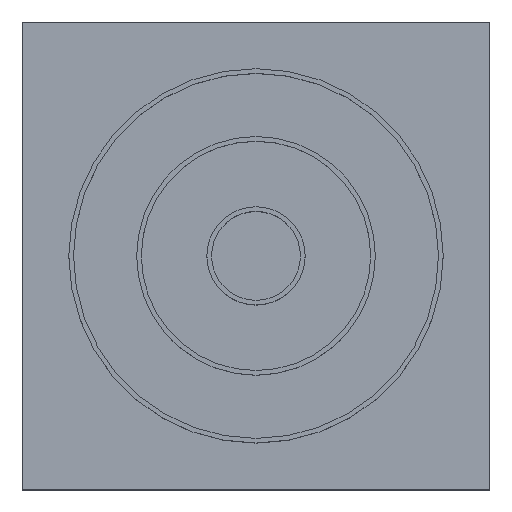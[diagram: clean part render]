
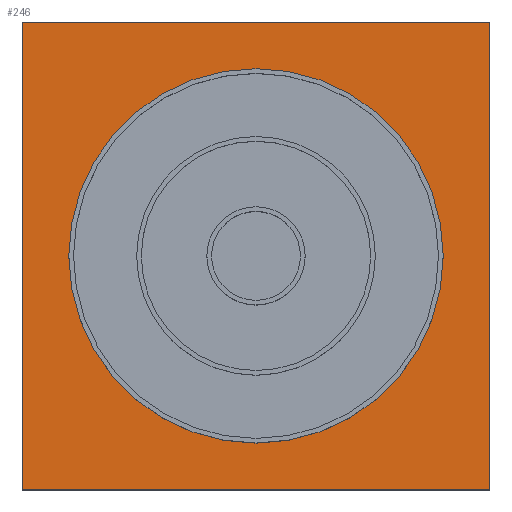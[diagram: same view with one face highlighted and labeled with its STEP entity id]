
A CAD part, top view. The second image highlights one B-rep face of the part: STEP entity #246.
In plain terms, the highlighted planar face has unit normal (0, 0, 1).
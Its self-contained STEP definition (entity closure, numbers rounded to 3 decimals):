
#18=FACE_BOUND('',#62,.T.);
#24=PLANE('',#287);
#40=FACE_OUTER_BOUND('',#61,.T.);
#61=EDGE_LOOP('',(#195,#196,#197,#198));
#62=EDGE_LOOP('',(#199));
#79=LINE('',#414,#97);
#80=LINE('',#416,#98);
#81=LINE('',#418,#99);
#82=LINE('',#419,#100);
#97=VECTOR('',#341,10.);
#98=VECTOR('',#342,10.);
#99=VECTOR('',#343,10.);
#100=VECTOR('',#344,10.);
#119=CIRCLE('',#285,20.);
#131=VERTEX_POINT('',#407);
#132=VERTEX_POINT('',#412);
#133=VERTEX_POINT('',#413);
#134=VERTEX_POINT('',#415);
#135=VERTEX_POINT('',#417);
#155=EDGE_CURVE('',#131,#131,#119,.T.);
#156=EDGE_CURVE('',#132,#133,#79,.T.);
#157=EDGE_CURVE('',#133,#134,#80,.T.);
#158=EDGE_CURVE('',#134,#135,#81,.T.);
#159=EDGE_CURVE('',#135,#132,#82,.T.);
#195=ORIENTED_EDGE('',*,*,#156,.T.);
#196=ORIENTED_EDGE('',*,*,#157,.T.);
#197=ORIENTED_EDGE('',*,*,#158,.T.);
#198=ORIENTED_EDGE('',*,*,#159,.T.);
#199=ORIENTED_EDGE('',*,*,#155,.T.);
#246=ADVANCED_FACE('',(#40,#18),#24,.T.);
#285=AXIS2_PLACEMENT_3D('',#409,#335,#336);
#287=AXIS2_PLACEMENT_3D('',#411,#339,#340);
#335=DIRECTION('center_axis',(0.,0.,-1.));
#336=DIRECTION('ref_axis',(1.,0.,0.));
#339=DIRECTION('center_axis',(0.,0.,1.));
#340=DIRECTION('ref_axis',(1.,0.,0.));
#341=DIRECTION('',(0.,-1.,0.));
#342=DIRECTION('',(1.,0.,0.));
#343=DIRECTION('',(0.,1.,0.));
#344=DIRECTION('',(-1.,0.,0.));
#407=CARTESIAN_POINT('',(530.,100.,3.));
#409=CARTESIAN_POINT('Origin',(550.,100.,3.));
#411=CARTESIAN_POINT('Origin',(550.,100.,3.));
#412=CARTESIAN_POINT('',(525.,125.,3.));
#413=CARTESIAN_POINT('',(525.,75.,3.));
#414=CARTESIAN_POINT('',(525.,125.,3.));
#415=CARTESIAN_POINT('',(575.,75.,3.));
#416=CARTESIAN_POINT('',(525.,75.,3.));
#417=CARTESIAN_POINT('',(575.,125.,3.));
#418=CARTESIAN_POINT('',(575.,75.,3.));
#419=CARTESIAN_POINT('',(575.,125.,3.));
